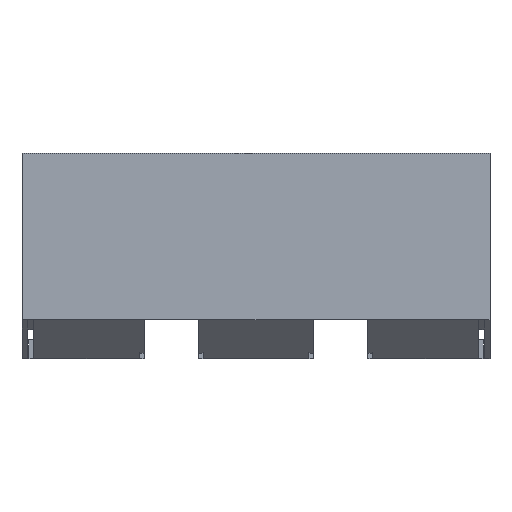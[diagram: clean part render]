
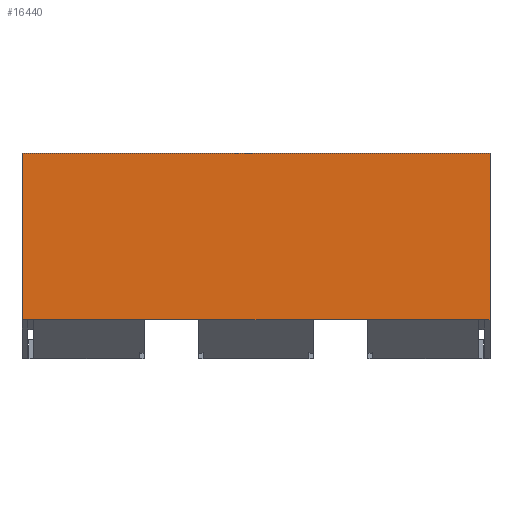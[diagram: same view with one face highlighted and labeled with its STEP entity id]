
A CAD part, front view. The second image highlights one B-rep face of the part: STEP entity #16440.
In plain terms, the highlighted face is planar.
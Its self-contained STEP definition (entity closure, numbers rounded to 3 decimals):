
#360=CARTESIAN_POINT('',(137.7,139.034,49.7));
#370=VERTEX_POINT('',#360);
#400=CARTESIAN_POINT('',(137.7,95.434,49.7));
#410=DIRECTION('',(0.,1.,0.));
#420=VECTOR('',#410,1.);
#430=LINE('',#400,#420);
#440=CARTESIAN_POINT('',(137.7,103.679,49.7));
#450=VERTEX_POINT('',#440);
#460=EDGE_CURVE('',#450,#370,#430,.T.);
#2730=CARTESIAN_POINT('',(137.7,103.679,49.7));
#2740=DIRECTION('',(0.,0.,1.));
#2750=VECTOR('',#2740,1.);
#2760=LINE('',#2730,#2750);
#2770=CARTESIAN_POINT('',(137.7,103.679,48.5));
#2780=VERTEX_POINT('',#2770);
#2790=EDGE_CURVE('',#2780,#450,#2760,.T.);
#12600=CARTESIAN_POINT('',(137.7,103.679,-49.7));
#12610=VERTEX_POINT('',#12600);
#12640=CARTESIAN_POINT('',(137.7,95.434,-49.7));
#12650=DIRECTION('',(0.,-1.,0.));
#12660=VECTOR('',#12650,1.);
#12670=LINE('',#12640,#12660);
#12680=CARTESIAN_POINT('',(137.7,139.034,-49.7));
#12690=VERTEX_POINT('',#12680);
#12700=EDGE_CURVE('',#12690,#12610,#12670,.T.);
#13870=CARTESIAN_POINT('',(137.7,103.679,49.7));
#13880=DIRECTION('',(0.,0.,-1.));
#13890=VECTOR('',#13880,1.);
#13900=LINE('',#13870,#13890);
#13910=CARTESIAN_POINT('',(137.7,103.679,-48.5));
#13920=VERTEX_POINT('',#13910);
#13930=EDGE_CURVE('',#2780,#13920,#13900,.T.);
#16210=CARTESIAN_POINT('',(137.7,139.034,49.7));
#16220=DIRECTION('',(-1.,0.,0.));
#16230=DIRECTION('',(0.,1.,0.));
#16240=AXIS2_PLACEMENT_3D('',#16210,#16220,#16230);
#16250=PLANE('',#16240);
#16260=ORIENTED_EDGE('',*,*,#460,.F.);
#16270=CARTESIAN_POINT('',(137.7,139.034,49.7));
#16280=DIRECTION('',(0.,0.,1.));
#16290=VECTOR('',#16280,1.);
#16300=LINE('',#16270,#16290);
#16310=EDGE_CURVE('',#12690,#370,#16300,.T.);
#16320=ORIENTED_EDGE('',*,*,#16310,.T.);
#16330=ORIENTED_EDGE('',*,*,#12700,.F.);
#16340=CARTESIAN_POINT('',(137.7,103.679,49.7));
#16350=DIRECTION('',(0.,0.,1.));
#16360=VECTOR('',#16350,1.);
#16370=LINE('',#16340,#16360);
#16380=EDGE_CURVE('',#12610,#13920,#16370,.T.);
#16390=ORIENTED_EDGE('',*,*,#16380,.F.);
#16400=ORIENTED_EDGE('',*,*,#13930,.T.);
#16410=ORIENTED_EDGE('',*,*,#2790,.F.);
#16420=EDGE_LOOP('',(#16410,#16400,#16390,#16330,#16320,#16260));
#16430=FACE_OUTER_BOUND('',#16420,.T.);
#16440=ADVANCED_FACE('',(#16430),#16250,.F.);
